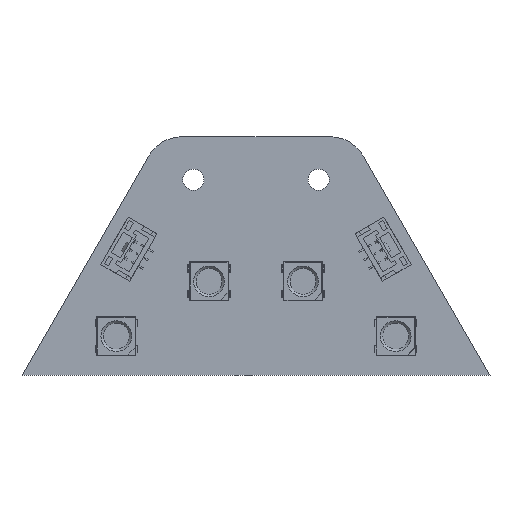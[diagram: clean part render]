
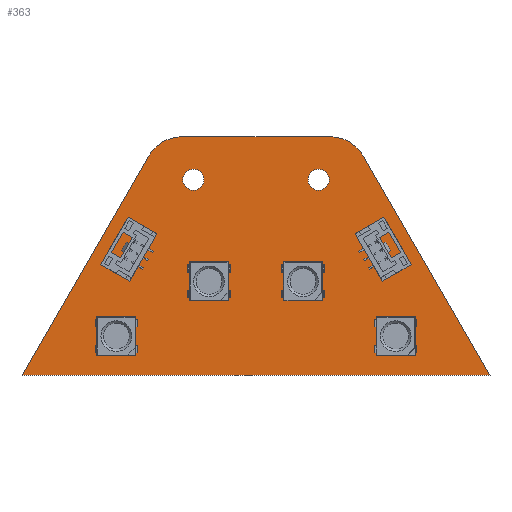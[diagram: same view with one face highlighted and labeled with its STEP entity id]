
A CAD part, top view. The second image highlights one B-rep face of the part: STEP entity #363.
In plain terms, the highlighted planar face has unit normal (0, 0, 1).
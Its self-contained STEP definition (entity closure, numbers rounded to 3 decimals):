
#81 = VERTEX_POINT('',#82);
#82 = CARTESIAN_POINT('',(145.629,-82.097,0.));
#99 = VERTEX_POINT('',#100);
#100 = CARTESIAN_POINT('',(161.8,-110.1,0.));
#106 = EDGE_CURVE('',#81,#99,#107,.T.);
#107 = LINE('',#108,#109);
#108 = CARTESIAN_POINT('',(145.629,-82.097,0.));
#109 = VECTOR('',#110,1.);
#110 = DIRECTION('',(0.5,-0.866,0.));
#131 = VERTEX_POINT('',#132);
#132 = CARTESIAN_POINT('',(141.3,-79.6,0.));
#138 = EDGE_CURVE('',#81,#131,#139,.T.);
#139 = CIRCLE('',#140,5.);
#140 = AXIS2_PLACEMENT_3D('',#141,#142,#143);
#141 = CARTESIAN_POINT('',(141.3,-84.6,0.));
#142 = DIRECTION('',(0.,0.,1.));
#143 = DIRECTION('',(1.,0.,0.));
#163 = VERTEX_POINT('',#164);
#164 = CARTESIAN_POINT('',(102.,-110.1,0.));
#170 = EDGE_CURVE('',#99,#163,#171,.T.);
#171 = LINE('',#172,#173);
#172 = CARTESIAN_POINT('',(161.8,-110.1,0.));
#173 = VECTOR('',#174,1.);
#174 = DIRECTION('',(-1.,0.,0.));
#185 = VERTEX_POINT('',#186);
#186 = CARTESIAN_POINT('',(131.9,-79.6,0.));
#201 = EDGE_CURVE('',#185,#131,#202,.T.);
#202 = LINE('',#203,#204);
#203 = CARTESIAN_POINT('',(131.9,-79.6,0.));
#204 = VECTOR('',#205,1.);
#205 = DIRECTION('',(1.,0.,0.));
#216 = VERTEX_POINT('',#217);
#217 = CARTESIAN_POINT('',(118.17,-82.099,0.));
#232 = EDGE_CURVE('',#216,#163,#233,.T.);
#233 = LINE('',#234,#235);
#234 = CARTESIAN_POINT('',(118.17,-82.099,0.));
#235 = VECTOR('',#236,1.);
#236 = DIRECTION('',(-0.5,-0.866,0.));
#256 = VERTEX_POINT('',#257);
#257 = CARTESIAN_POINT('',(122.5,-79.6,0.));
#263 = EDGE_CURVE('',#185,#256,#264,.T.);
#264 = LINE('',#265,#266);
#265 = CARTESIAN_POINT('',(131.9,-79.6,0.));
#266 = VECTOR('',#267,1.);
#267 = DIRECTION('',(-1.,0.,0.));
#286 = EDGE_CURVE('',#256,#216,#287,.T.);
#287 = CIRCLE('',#288,5.);
#288 = AXIS2_PLACEMENT_3D('',#289,#290,#291);
#289 = CARTESIAN_POINT('',(122.5,-84.6,0.));
#290 = DIRECTION('',(0.,0.,1.));
#291 = DIRECTION('',(1.,0.,0.));
#302 = VERTEX_POINT('',#303);
#303 = CARTESIAN_POINT('',(125.25,-85.1,0.));
#319 = EDGE_CURVE('',#302,#302,#320,.T.);
#320 = CIRCLE('',#321,1.35);
#321 = AXIS2_PLACEMENT_3D('',#322,#323,#324);
#322 = CARTESIAN_POINT('',(123.9,-85.1,0.));
#323 = DIRECTION('',(0.,0.,1.));
#324 = DIRECTION('',(1.,0.,-0.));
#335 = VERTEX_POINT('',#336);
#336 = CARTESIAN_POINT('',(141.25,-85.1,0.));
#352 = EDGE_CURVE('',#335,#335,#353,.T.);
#353 = CIRCLE('',#354,1.35);
#354 = AXIS2_PLACEMENT_3D('',#355,#356,#357);
#355 = CARTESIAN_POINT('',(139.9,-85.1,0.));
#356 = DIRECTION('',(0.,0.,1.));
#357 = DIRECTION('',(1.,0.,-0.));
#363 = ADVANCED_FACE('',(#364,#373,#376),#379,.F.);
#364 = FACE_BOUND('',#365,.F.);
#365 = EDGE_LOOP('',(#366,#367,#368,#369,#370,#371,#372));
#366 = ORIENTED_EDGE('',*,*,#106,.T.);
#367 = ORIENTED_EDGE('',*,*,#170,.T.);
#368 = ORIENTED_EDGE('',*,*,#232,.F.);
#369 = ORIENTED_EDGE('',*,*,#286,.F.);
#370 = ORIENTED_EDGE('',*,*,#263,.F.);
#371 = ORIENTED_EDGE('',*,*,#201,.T.);
#372 = ORIENTED_EDGE('',*,*,#138,.F.);
#373 = FACE_BOUND('',#374,.F.);
#374 = EDGE_LOOP('',(#375));
#375 = ORIENTED_EDGE('',*,*,#319,.T.);
#376 = FACE_BOUND('',#377,.F.);
#377 = EDGE_LOOP('',(#378));
#378 = ORIENTED_EDGE('',*,*,#352,.T.);
#379 = PLANE('',#380);
#380 = AXIS2_PLACEMENT_3D('',#381,#382,#383);
#381 = CARTESIAN_POINT('',(131.9,-98.472,0.));
#382 = DIRECTION('',(-0.,-0.,-1.));
#383 = DIRECTION('',(-1.,0.,0.));
